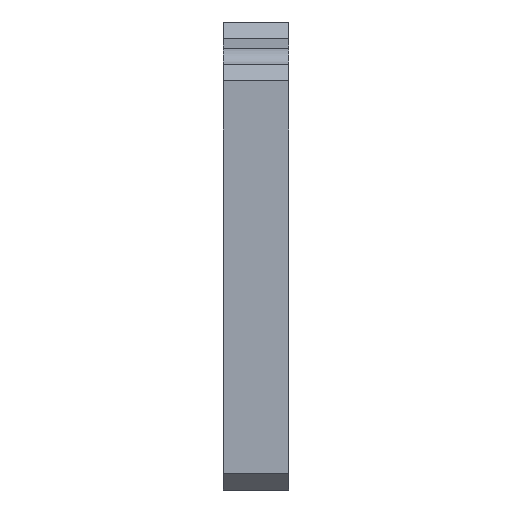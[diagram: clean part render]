
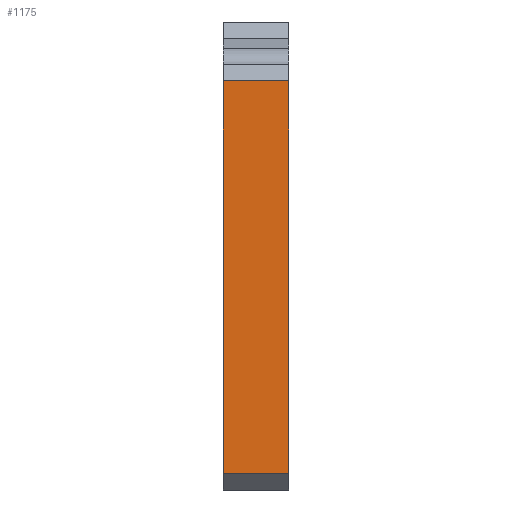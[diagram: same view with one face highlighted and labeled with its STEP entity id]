
A CAD part, left-side view. The second image highlights one B-rep face of the part: STEP entity #1175.
In plain terms, the highlighted planar face has unit normal (-1, 0, 0).
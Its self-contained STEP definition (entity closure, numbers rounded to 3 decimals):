
#24 = VERTEX_POINT ( 'NONE', #633 ) ;
#40 = CARTESIAN_POINT ( 'NONE',  ( 0., 20., 130. ) ) ;
#108 = EDGE_CURVE ( 'NONE', #150, #742, #1729, .T. ) ;
#150 = VERTEX_POINT ( 'NONE', #1284 ) ;
#333 = ORIENTED_EDGE ( 'NONE', *, *, #621, .T. ) ;
#338 = VERTEX_POINT ( 'NONE', #871 ) ;
#339 = PLANE ( 'NONE',  #514 ) ;
#350 = CARTESIAN_POINT ( 'NONE',  ( 0., 20., 5. ) ) ;
#351 = VECTOR ( 'NONE', #1592, 1000. ) ;
#396 = LINE ( 'NONE', #1792, #1122 ) ;
#441 = CARTESIAN_POINT ( 'NONE',  ( 0., 0., 130. ) ) ;
#514 = AXIS2_PLACEMENT_3D ( 'NONE', #40, #1819, #1367 ) ;
#543 = FACE_OUTER_BOUND ( 'NONE', #1829, .T. ) ;
#621 = EDGE_CURVE ( 'NONE', #338, #742, #396, .T. ) ;
#633 = CARTESIAN_POINT ( 'NONE',  ( 0., 0., 5. ) ) ;
#682 = LINE ( 'NONE', #441, #755 ) ;
#686 = CARTESIAN_POINT ( 'NONE',  ( 0., 20., 130. ) ) ;
#742 = VERTEX_POINT ( 'NONE', #1102 ) ;
#744 = DIRECTION ( 'NONE',  ( 0., 1., 0. ) ) ;
#755 = VECTOR ( 'NONE', #1640, 1000. ) ;
#781 = ORIENTED_EDGE ( 'NONE', *, *, #108, .F. ) ;
#871 = CARTESIAN_POINT ( 'NONE',  ( 0., 0., 125. ) ) ;
#898 = ORIENTED_EDGE ( 'NONE', *, *, #1687, .T. ) ;
#957 = EDGE_CURVE ( 'NONE', #24, #338, #682, .T. ) ;
#1102 = CARTESIAN_POINT ( 'NONE',  ( 0., 20., 125. ) ) ;
#1122 = VECTOR ( 'NONE', #744, 1000. ) ;
#1136 = ORIENTED_EDGE ( 'NONE', *, *, #957, .T. ) ;
#1163 = VECTOR ( 'NONE', #1536, 1000. ) ;
#1175 = ADVANCED_FACE ( 'NONE', ( #543 ), #339, .F. ) ;
#1284 = CARTESIAN_POINT ( 'NONE',  ( 0., 20., 5. ) ) ;
#1367 = DIRECTION ( 'NONE',  ( 0., 0., -1. ) ) ;
#1380 = LINE ( 'NONE', #350, #1163 ) ;
#1536 = DIRECTION ( 'NONE',  ( 0., -1., 0. ) ) ;
#1592 = DIRECTION ( 'NONE',  ( 0., 0., 1. ) ) ;
#1640 = DIRECTION ( 'NONE',  ( 0., 0., 1. ) ) ;
#1687 = EDGE_CURVE ( 'NONE', #150, #24, #1380, .T. ) ;
#1729 = LINE ( 'NONE', #686, #351 ) ;
#1792 = CARTESIAN_POINT ( 'NONE',  ( 0., 20., 125. ) ) ;
#1819 = DIRECTION ( 'NONE',  ( 1., 0., 0. ) ) ;
#1829 = EDGE_LOOP ( 'NONE', ( #1136, #333, #781, #898 ) ) ;
